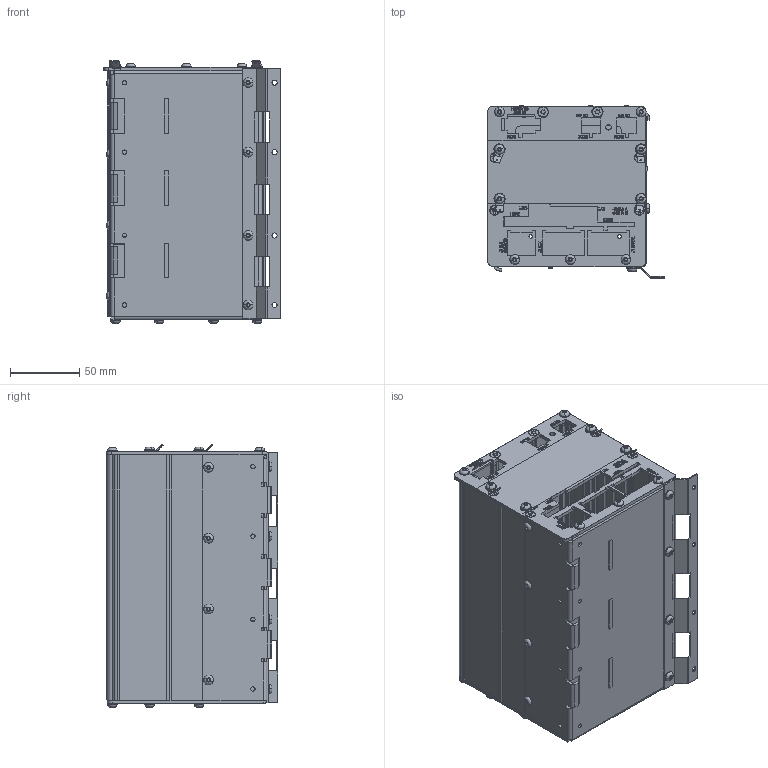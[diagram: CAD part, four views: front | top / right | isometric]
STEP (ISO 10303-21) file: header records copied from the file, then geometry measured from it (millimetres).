
FILE_DESCRIPTION (( 'STEP AP203' ), '1' );
FILE_NAME ('JB70D2-SA Customer vers.STEP', '2021-10-07T11:20:26', ( '' ), ( '' ), 'SwSTEP 2.0', 'SolidWorks 2020', '' );
FILE_SCHEMA (( 'CONFIG_CONTROL_DESIGN' ));
Length unit declared in the file: millimetre
Products named in the file (54): ISO 7045 - M3 x 6 - Z --- 6N_ISO 7045 - M3 x 6 - Z --- 6N; PL-8049 Gasket inside JB70 box; ZOA-01186-XX Screw self tapping countersunk Ø3,5x 9,5 T10 ISO14586-C; ZOA-01176 Screw self tapping Ø3,5 x 6,5; ZAA-01305-X0; ZOA-01182 Screw self tapping Ø3,5 x 9,5 T10 ISO14585-F; Kabelsko ﾘ4; Spring washer DIN 128 - A5_Spring washer DIN 128 - A5; ZZA-01185 Label, sub. for JB70D2; ZZA-01178 Overlay basis JB70; PL-8048-00 Gasket for frontplate JB box; ZAA-01331-02 Profile multi box; ZAA-01312 Overlay dummy; ZZA-01188-00 Label, Sub. for Not Used small; JB70-ZA-01 Electronic Unit for Multi series; ZAA-01312-00 Front plate DL2; PL-8050 Gasket inside back JB70 box; ZZA-01187 Label, sub. for DL2 Power small; JB70D2-SA Customer vers; ZAA-01301-00 Bottom plate, multi box; Gasket inside JB70 box with corners; ZZA-01127 Laser label
Assembly tree (56 placements, depth 3):
  Spring washer DIN 128 - A5_Spring washer DIN 128 - A5
  JB70D2-SA Customer vers
    ZOA-01182 Screw self tapping Ø3,5 x 9,5 T10 ISO14585-F
    ZOA-01182 Screw self tapping Ø3,5 x 9,5 T10 ISO14585-F
    ZOA-01182 Screw self tapping Ø3,5 x 9,5 T10 ISO14585-F
    ZOA-01182 Screw self tapping Ø3,5 x 9,5 T10 ISO14585-F
    ZOA-01182 Screw self tapping Ø3,5 x 9,5 T10 ISO14585-F
    ZOA-01182 Screw self tapping Ø3,5 x 9,5 T10 ISO14585-F
    Kabelsko ﾘ4  x4
    ZOA-01186-XX Screw self tapping countersunk Ø3,5x 9,5 T10 ISO14586-C
    ZOA-01186-XX Screw self tapping countersunk Ø3,5x 9,5 T10 ISO14586-C
    ZAA-01312-00 Front plate DL2
    ZOA-01182 Screw self tapping Ø3,5 x 9,5 T10 ISO14585-F
    JB70-ZA-01 Electronic Unit for Multi series
      ZAA-01301-00 Bottom plate, multi box
      ZOA-01182 Screw self tapping Ø3,5 x 9,5 T10 ISO14585-F
      ZOA-01182 Screw self tapping Ø3,5 x 9,5 T10 ISO14585-F
      ZOA-01182 Screw self tapping Ø3,5 x 9,5 T10 ISO14585-F
      ZOA-01182 Screw self tapping Ø3,5 x 9,5 T10 ISO14585-F
      ZOA-01182 Screw self tapping Ø3,5 x 9,5 T10 ISO14585-F
      ZOA-01182 Screw self tapping Ø3,5 x 9,5 T10 ISO14585-F
      ZOA-01182 Screw self tapping Ø3,5 x 9,5 T10 ISO14585-F
      ZOA-01182 Screw self tapping Ø3,5 x 9,5 T10 ISO14585-F
      ZOA-01176 Screw self tapping Ø3,5 x 6,5
      ZOA-01176 Screw self tapping Ø3,5 x 6,5
      ZOA-01176 Screw self tapping Ø3,5 x 6,5
      ZOA-01176 Screw self tapping Ø3,5 x 6,5
      ZOA-01176 Screw self tapping Ø3,5 x 6,5
      ZOA-01176 Screw self tapping Ø3,5 x 6,5
      ZOA-01176 Screw self tapping Ø3,5 x 6,5
      ZOA-01176 Screw self tapping Ø3,5 x 6,5
      ZZA-01178 Overlay basis JB70
      Spring washer DIN 128 - A5_Spring washer DIN 128 - A5
      Spring washer DIN 128 - A5_Spring washer DIN 128 - A5
      ISO 7045 - M3 x 6 - Z --- 6N_ISO 7045 - M3 x 6 - Z --- 6N
      ISO 7045 - M3 x 6 - Z --- 6N_ISO 7045 - M3 x 6 - Z --- 6N
      PL-8049 Gasket inside JB70 box  x2
      PL-8050 Gasket inside back JB70 box
      Gasket inside JB70 box with corners
      ZAA-01305-X0
      ZOA-01176 Screw self tapping Ø3,5 x 6,5
      ZOA-01176 Screw self tapping Ø3,5 x 6,5
      ZOA-01176 Screw self tapping Ø3,5 x 6,5
      ZOA-01176 Screw self tapping Ø3,5 x 6,5
      PL-8048-00 Gasket for frontplate JB box
      ZAA-01331-02 Profile multi box
    ZOA-01182 Screw self tapping Ø3,5 x 9,5 T10 ISO14585-F
    ZZA-01185 Label, sub. for JB70D2
    ZZA-01187 Label, sub. for DL2 Power small  x2
    ZZA-01188-00 Label, Sub. for Not Used small
    ZOA-01182 Screw self tapping Ø3,5 x 9,5 T10 ISO14585-F
    ZZA-01127 Laser label
    ZAA-01312 Overlay dummy
  ISO 7045 - M3 x 6 - Z --- 6N_ISO 7045 - M3 x 6 - Z --- 6N
Bounding box: 126.8 x 123.65 x 188.84 mm (x, y, z)
Volume: 234717.7 mm3; surface area: 329219.4 mm2
Topology: 55 solids, 55 shells, 5273 faces, 13643 edges, 8912 vertices
Faces by surface type: plane 3236, bspline 1061, cylinder 830, torus 112, cone 34
Entity records: 206636 total; most frequent: CARTESIAN_POINT 81902, ORIENTED_EDGE 26174, DIRECTION 21262, EDGE_CURVE 13087, VECTOR 9038, LINE 9038, VERTEX_POINT 8544, AXIS2_PLACEMENT_3D 6112
